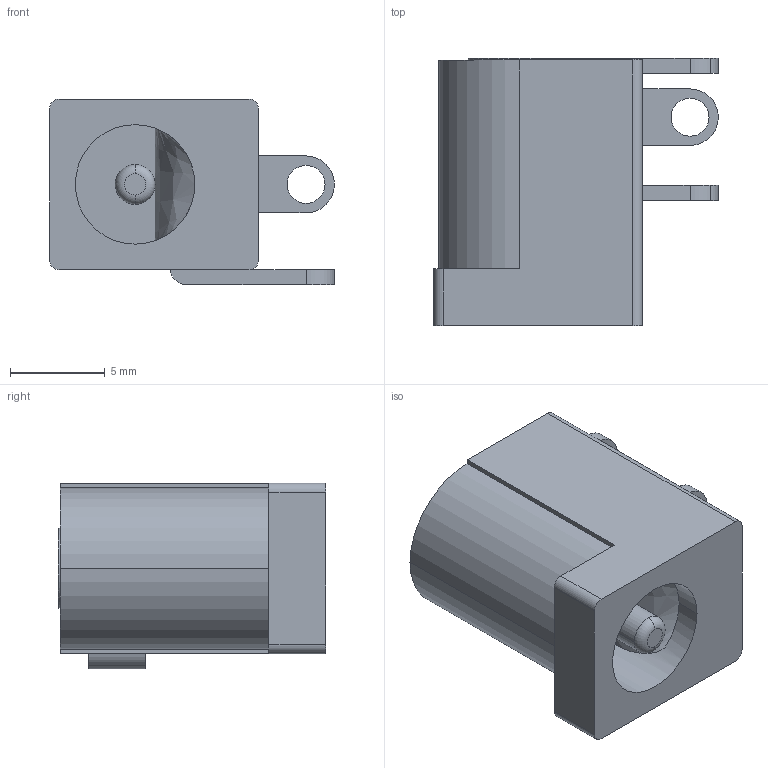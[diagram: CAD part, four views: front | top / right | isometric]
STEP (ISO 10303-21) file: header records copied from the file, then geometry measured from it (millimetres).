
FILE_DESCRIPTION(('STEP AP214'),'1');
FILE_NAME(' 5,5x2,3 12v.stp','2023-12-17T07:50:49',(' '),(' '),'Spatial InterOp 3D',' ',' ');
FILE_SCHEMA(('AUTOMOTIVE_DESIGN { 1 0 10303 214 1 1 1 1 }'));
Length unit declared in the file: metre
Products named in the file (1): Твердое тело
Bounding box: 15 x 14.1 x 9.8 mm (x, y, z)
Volume: 1018.4 mm3; surface area: 1112.6 mm2
Topology: 1 solids, 1 shells, 59 faces, 166 edges, 115 vertices
Faces by surface type: cylinder 29, plane 27, torus 2, bspline 1
Entity records: 2929 total; most frequent: CARTESIAN_POINT 976, DIRECTION 352, ORIENTED_EDGE 326, EDGE_CURVE 163, AXIS2_PLACEMENT_3D 129, VERTEX_POINT 109, LINE 94, VECTOR 94
